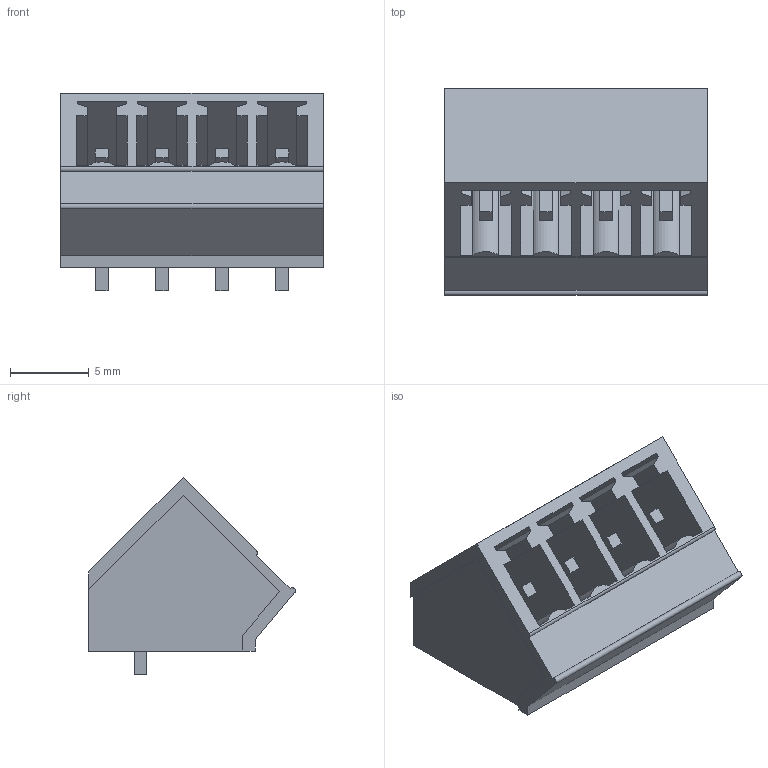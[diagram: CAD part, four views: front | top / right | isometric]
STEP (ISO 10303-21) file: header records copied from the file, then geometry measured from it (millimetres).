
FILE_DESCRIPTION(('CATIA V5 STEP Exchange','CAx-IF Rec.Pracs.--- Model Styling and Organization---1.2---2011-12-15'),'2;1');
FILE_NAME ('D1460993_0_1977950000_1977950000.stp','2018-04-23T07:39:20+00:00',('none'),('Weidmueller'),'CATIA Version 5-6 Release 2014','CATIA V5 STEP AP214','none');
FILE_SCHEMA(('AUTOMOTIVE_DESIGN { 1 0 10303 214 1 1 1 1 }'));
Length unit declared in the file: millimetre
Products named in the file (1): 1977950000
Bounding box: 16.63 x 13.1 x 12.5 mm (x, y, z)
Volume: 776.8 mm3; surface area: 1941 mm2
Topology: 5 solids, 5 shells, 197 faces, 567 edges, 380 vertices
Faces by surface type: plane 179, cylinder 18
Entity records: 6387 total; most frequent: CARTESIAN_POINT 1157, ORIENTED_EDGE 1134, DIRECTION 881, EDGE_CURVE 567, VECTOR 531, LINE 531, VERTEX_POINT 380, EDGE_LOOP 205
